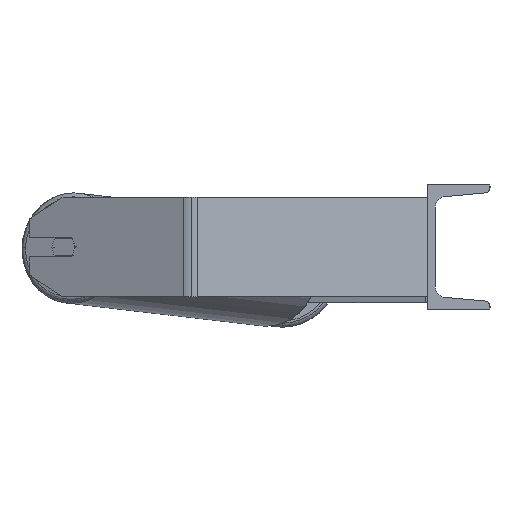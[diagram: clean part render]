
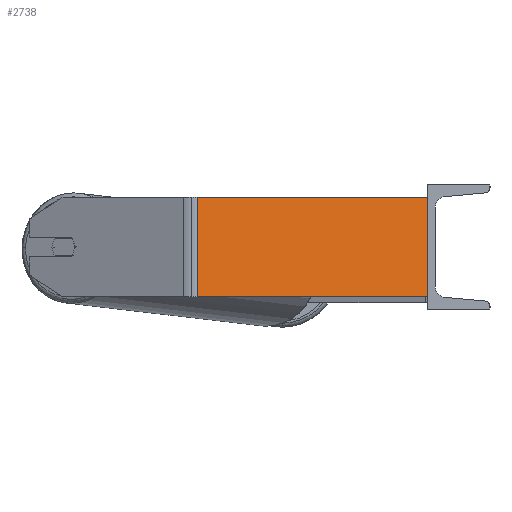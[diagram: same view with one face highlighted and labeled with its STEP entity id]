
A CAD part, left-side view. The second image highlights one B-rep face of the part: STEP entity #2738.
In plain terms, the highlighted planar face has unit normal (-0.966, -0.259, 0).
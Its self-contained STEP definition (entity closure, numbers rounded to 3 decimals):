
#291 = LINE ( 'NONE', #1768, #8468 ) ;
#314 = LINE ( 'NONE', #7192, #6406 ) ;
#915 = LINE ( 'NONE', #7983, #5790 ) ;
#1045 = EDGE_CURVE ( 'NONE', #4469, #3061, #1873, .T. ) ;
#1249 = DIRECTION ( 'NONE',  ( 0., 0., -1. ) ) ;
#1649 = DIRECTION ( 'NONE',  ( 0., 0., -1. ) ) ;
#1768 = CARTESIAN_POINT ( 'NONE',  ( -585., 0., 40. ) ) ;
#1832 = CARTESIAN_POINT ( 'NONE',  ( -585., 0., -40. ) ) ;
#1873 = LINE ( 'NONE', #6086, #2138 ) ;
#2107 = VERTEX_POINT ( 'NONE', #4958 ) ;
#2138 = VECTOR ( 'NONE', #4789, 1000. ) ;
#2204 = DIRECTION ( 'NONE',  ( -0.259, 0.966, 0. ) ) ;
#2415 = CARTESIAN_POINT ( 'NONE',  ( -634.722, 185.565, -40. ) ) ;
#2738 = ADVANCED_FACE ( 'NONE', ( #2913 ), #4155, .F. ) ;
#2909 = ORIENTED_EDGE ( 'NONE', *, *, #7782, .F. ) ;
#2913 = FACE_OUTER_BOUND ( 'NONE', #4414, .T. ) ;
#3061 = VERTEX_POINT ( 'NONE', #1832 ) ;
#3800 = DIRECTION ( 'NONE',  ( 0.259, -0.966, 0. ) ) ;
#3960 = ORIENTED_EDGE ( 'NONE', *, *, #7918, .F. ) ;
#4155 = PLANE ( 'NONE',  #7075 ) ;
#4414 = EDGE_LOOP ( 'NONE', ( #8778, #2909, #3960, #4552 ) ) ;
#4469 = VERTEX_POINT ( 'NONE', #2415 ) ;
#4552 = ORIENTED_EDGE ( 'NONE', *, *, #5322, .T. ) ;
#4789 = DIRECTION ( 'NONE',  ( 0.259, -0.966, 0. ) ) ;
#4958 = CARTESIAN_POINT ( 'NONE',  ( -634.722, 185.565, 40. ) ) ;
#5322 = EDGE_CURVE ( 'NONE', #2107, #4469, #915, .T. ) ;
#5718 = DIRECTION ( 'NONE',  ( 0.966, 0.259, 0. ) ) ;
#5790 = VECTOR ( 'NONE', #1649, 1000. ) ;
#5952 = VERTEX_POINT ( 'NONE', #8138 ) ;
#6086 = CARTESIAN_POINT ( 'NONE',  ( -636.229, 191.19, -40. ) ) ;
#6406 = VECTOR ( 'NONE', #3800, 1000. ) ;
#6411 = CARTESIAN_POINT ( 'NONE',  ( -636.229, 191.19, 40. ) ) ;
#7075 = AXIS2_PLACEMENT_3D ( 'NONE', #6411, #5718, #2204 ) ;
#7192 = CARTESIAN_POINT ( 'NONE',  ( -636.229, 191.19, 40. ) ) ;
#7782 = EDGE_CURVE ( 'NONE', #5952, #3061, #291, .T. ) ;
#7918 = EDGE_CURVE ( 'NONE', #2107, #5952, #314, .T. ) ;
#7983 = CARTESIAN_POINT ( 'NONE',  ( -634.722, 185.565, 40. ) ) ;
#8138 = CARTESIAN_POINT ( 'NONE',  ( -585., 0., 40. ) ) ;
#8468 = VECTOR ( 'NONE', #1249, 1000. ) ;
#8778 = ORIENTED_EDGE ( 'NONE', *, *, #1045, .T. ) ;
